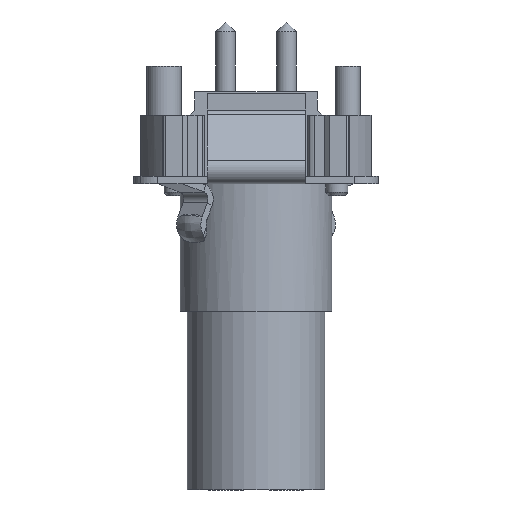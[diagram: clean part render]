
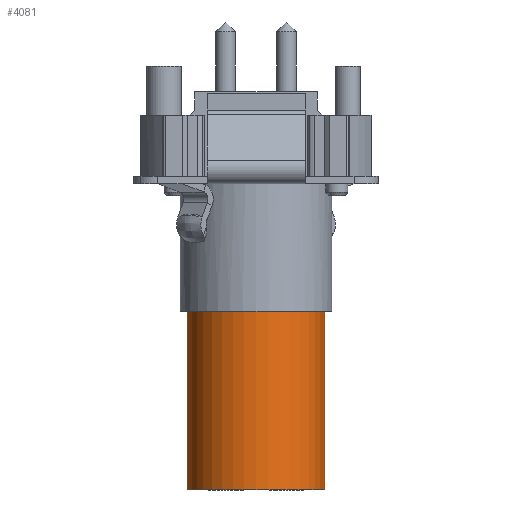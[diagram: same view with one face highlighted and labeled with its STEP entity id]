
A CAD part, front view. The second image highlights one B-rep face of the part: STEP entity #4081.
In plain terms, the highlighted cylindrical face has radius 2.8 mm (diameter 5.6 mm), a partial arc.
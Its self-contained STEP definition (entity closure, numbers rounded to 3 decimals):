
#3814=AXIS2_PLACEMENT_3D('Circle Axis2P3D',#3812,#3813,$) ;
#4068=AXIS2_PLACEMENT_3D('Cylinder Axis2P3D',#4065,#4066,#4067) ;
#4072=AXIS2_PLACEMENT_3D('Circle Axis2P3D',#4070,#4071,$) ;
#3807=CARTESIAN_POINT('Vertex',(2.2,6.05,7.3)) ;
#3809=CARTESIAN_POINT('Vertex',(7.8,6.05,7.3)) ;
#3812=CARTESIAN_POINT('Axis2P3D Location',(5.,6.05,7.3)) ;
#4039=CARTESIAN_POINT('Line Origine',(7.8,6.05,7.5)) ;
#4043=CARTESIAN_POINT('Vertex',(7.8,6.05,0.)) ;
#4050=CARTESIAN_POINT('Vertex',(2.2,6.05,0.)) ;
#4053=CARTESIAN_POINT('Line Origine',(2.2,6.05,7.5)) ;
#4065=CARTESIAN_POINT('Axis2P3D Location',(5.,6.05,7.5)) ;
#4070=CARTESIAN_POINT('Axis2P3D Location',(5.,6.05,0.)) ;
#3813=DIRECTION('Axis2P3D Direction',(0.,0.,-1.)) ;
#4040=DIRECTION('Vector Direction',(0.,0.,-1.)) ;
#4054=DIRECTION('Vector Direction',(0.,0.,-1.)) ;
#4066=DIRECTION('Axis2P3D Direction',(0.,0.,-1.)) ;
#4067=DIRECTION('Axis2P3D XDirection',(1.,0.,0.)) ;
#4071=DIRECTION('Axis2P3D Direction',(0.,0.,-1.)) ;
#4041=VECTOR('Line Direction',#4040,1.) ;
#4055=VECTOR('Line Direction',#4054,1.) ;
#4076=ORIENTED_EDGE('',*,*,#4057,.T.) ;
#4077=ORIENTED_EDGE('',*,*,#4074,.T.) ;
#4078=ORIENTED_EDGE('',*,*,#4045,.T.) ;
#4079=ORIENTED_EDGE('',*,*,#3816,.T.) ;
#4081=ADVANCED_FACE('V1',(#4080),#4069,.T.) ;
#3815=CIRCLE('generated circle',#3814,2.8) ;
#4073=CIRCLE('generated circle',#4072,2.8) ;
#4069=CYLINDRICAL_SURFACE('generated cylinder',#4068,2.8) ;
#3816=EDGE_CURVE('',#3810,#3808,#3815,.T.) ;
#4045=EDGE_CURVE('',#4044,#3810,#4042,.F.) ;
#4057=EDGE_CURVE('',#3808,#4051,#4056,.T.) ;
#4074=EDGE_CURVE('',#4051,#4044,#4073,.F.) ;
#4075=EDGE_LOOP('',(#4076,#4077,#4078,#4079)) ;
#4080=FACE_OUTER_BOUND('',#4075,.T.) ;
#4042=LINE('Line',#4039,#4041) ;
#4056=LINE('Line',#4053,#4055) ;
#3808=VERTEX_POINT('',#3807) ;
#3810=VERTEX_POINT('',#3809) ;
#4044=VERTEX_POINT('',#4043) ;
#4051=VERTEX_POINT('',#4050) ;
